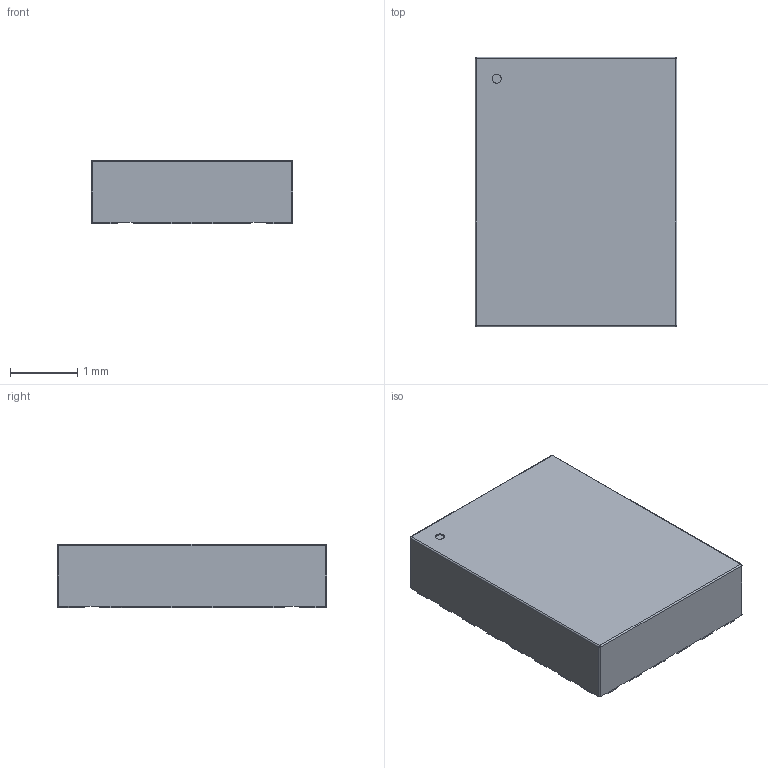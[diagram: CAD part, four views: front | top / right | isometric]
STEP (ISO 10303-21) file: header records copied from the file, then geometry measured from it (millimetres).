
FILE_DESCRIPTION(/* description */ ('Unknown'),/* implementation_level */ '2;1');
FILE_NAME(/* name */ 'LT8653SIV#PBF',/* time_stamp */ '2023-09-11T16:43:36+02:00',/* author */ ('Unknown'),/* organization */ ('Unknown'),/* preprocessor_version */ 'ST-DEVELOPER v18.102',/* originating_system */ 'Solid Edge',/* authorisation */ 'Unknown');
FILE_SCHEMA (('AUTOMOTIVE_DESIGN {1 0 10303 214 3 1 1}'));
Length unit declared in the file: millimetre
Products named in the file (1): LT8653SIV#PBF
Bounding box: 3 x 4 x 0.94 mm (x, y, z)
Volume: 11.2 mm3; surface area: 37.5 mm2
Topology: 1 solids, 1 shells, 194 faces, 506 edges, 312 vertices
Faces by surface type: plane 141, cylinder 49, sphere 4
Full cylindrical faces by diameter (mm): 0.135 x1
Entity records: 7178 total; most frequent: CARTESIAN_POINT 1008, ORIENTED_EDGE 1002, DIRECTION 989, EDGE_CURVE 501, LINE 403, VECTOR 403, VERTEX_POINT 312, AXIS2_PLACEMENT_3D 293
